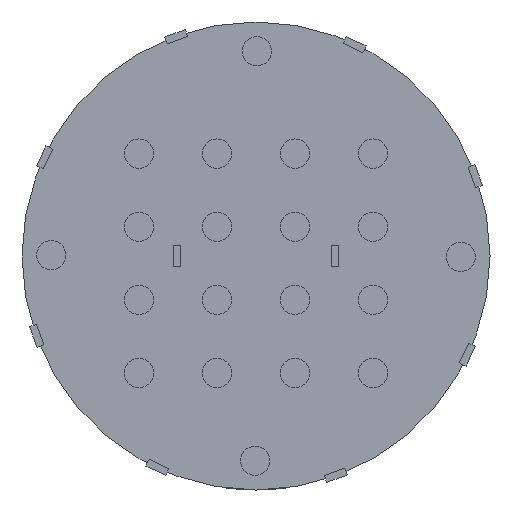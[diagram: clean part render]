
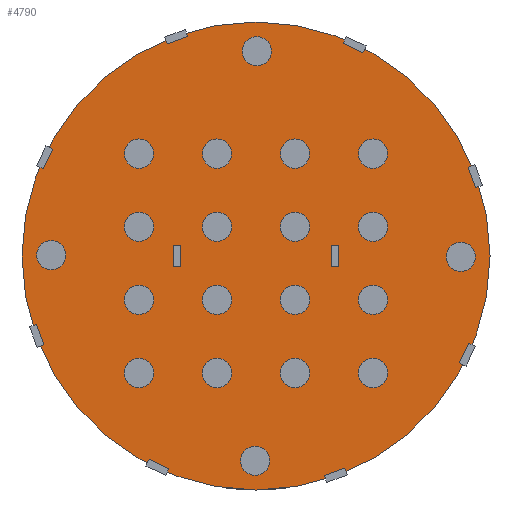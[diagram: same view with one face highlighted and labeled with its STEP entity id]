
A CAD part, front view. The second image highlights one B-rep face of the part: STEP entity #4790.
In plain terms, the highlighted planar face has unit normal (0, -1, 0).
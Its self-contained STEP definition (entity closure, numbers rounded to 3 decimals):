
#127=FACE_BOUND('',#719,.T.);
#128=FACE_BOUND('',#720,.T.);
#129=FACE_BOUND('',#721,.T.);
#130=FACE_BOUND('',#722,.T.);
#131=FACE_BOUND('',#723,.T.);
#132=FACE_BOUND('',#724,.T.);
#133=FACE_BOUND('',#725,.T.);
#134=FACE_BOUND('',#726,.T.);
#135=FACE_BOUND('',#727,.T.);
#136=FACE_BOUND('',#728,.T.);
#137=FACE_BOUND('',#729,.T.);
#138=FACE_BOUND('',#730,.T.);
#156=PLANE('',#5175);
#408=FACE_OUTER_BOUND('',#718,.T.);
#718=EDGE_LOOP('',(#3362));
#719=EDGE_LOOP('',(#3363));
#720=EDGE_LOOP('',(#3364));
#721=EDGE_LOOP('',(#3365));
#722=EDGE_LOOP('',(#3366));
#723=EDGE_LOOP('',(#3367));
#724=EDGE_LOOP('',(#3368));
#725=EDGE_LOOP('',(#3369));
#726=EDGE_LOOP('',(#3370));
#727=EDGE_LOOP('',(#3371));
#728=EDGE_LOOP('',(#3372));
#729=EDGE_LOOP('',(#3373));
#730=EDGE_LOOP('',(#3374));
#2036=CIRCLE('',#5125,0.5);
#2038=CIRCLE('',#5129,0.5);
#2040=CIRCLE('',#5133,0.5);
#2042=CIRCLE('',#5137,0.5);
#2044=CIRCLE('',#5141,0.5);
#2046=CIRCLE('',#5145,0.5);
#2048=CIRCLE('',#5149,0.5);
#2050=CIRCLE('',#5153,0.5);
#2052=CIRCLE('',#5157,0.5);
#2054=CIRCLE('',#5161,0.5);
#2056=CIRCLE('',#5165,0.5);
#2058=CIRCLE('',#5169,0.5);
#2060=CIRCLE('',#5173,8.);
#2163=VERTEX_POINT('',#6959);
#2165=VERTEX_POINT('',#6966);
#2167=VERTEX_POINT('',#6973);
#2169=VERTEX_POINT('',#6980);
#2171=VERTEX_POINT('',#6987);
#2173=VERTEX_POINT('',#6994);
#2175=VERTEX_POINT('',#7001);
#2177=VERTEX_POINT('',#7008);
#2179=VERTEX_POINT('',#7015);
#2181=VERTEX_POINT('',#7022);
#2183=VERTEX_POINT('',#7029);
#2185=VERTEX_POINT('',#7036);
#2187=VERTEX_POINT('',#7043);
#2597=EDGE_CURVE('',#2163,#2163,#2036,.T.);
#2600=EDGE_CURVE('',#2165,#2165,#2038,.T.);
#2603=EDGE_CURVE('',#2167,#2167,#2040,.T.);
#2606=EDGE_CURVE('',#2169,#2169,#2042,.T.);
#2609=EDGE_CURVE('',#2171,#2171,#2044,.T.);
#2612=EDGE_CURVE('',#2173,#2173,#2046,.T.);
#2615=EDGE_CURVE('',#2175,#2175,#2048,.T.);
#2618=EDGE_CURVE('',#2177,#2177,#2050,.T.);
#2621=EDGE_CURVE('',#2179,#2179,#2052,.T.);
#2624=EDGE_CURVE('',#2181,#2181,#2054,.T.);
#2627=EDGE_CURVE('',#2183,#2183,#2056,.T.);
#2630=EDGE_CURVE('',#2185,#2185,#2058,.T.);
#2633=EDGE_CURVE('',#2187,#2187,#2060,.T.);
#3362=ORIENTED_EDGE('',*,*,#2633,.T.);
#3363=ORIENTED_EDGE('',*,*,#2597,.T.);
#3364=ORIENTED_EDGE('',*,*,#2600,.T.);
#3365=ORIENTED_EDGE('',*,*,#2603,.T.);
#3366=ORIENTED_EDGE('',*,*,#2606,.T.);
#3367=ORIENTED_EDGE('',*,*,#2609,.T.);
#3368=ORIENTED_EDGE('',*,*,#2612,.T.);
#3369=ORIENTED_EDGE('',*,*,#2615,.T.);
#3370=ORIENTED_EDGE('',*,*,#2618,.T.);
#3371=ORIENTED_EDGE('',*,*,#2621,.T.);
#3372=ORIENTED_EDGE('',*,*,#2624,.T.);
#3373=ORIENTED_EDGE('',*,*,#2627,.T.);
#3374=ORIENTED_EDGE('',*,*,#2630,.T.);
#4790=ADVANCED_FACE('',(#408,#127,#128,#129,#130,#131,#132,#133,#134,#135,
#136,#137,#138),#156,.F.);
#5125=AXIS2_PLACEMENT_3D('',#6960,#5570,#5571);
#5129=AXIS2_PLACEMENT_3D('',#6967,#5579,#5580);
#5133=AXIS2_PLACEMENT_3D('',#6974,#5588,#5589);
#5137=AXIS2_PLACEMENT_3D('',#6981,#5597,#5598);
#5141=AXIS2_PLACEMENT_3D('',#6988,#5606,#5607);
#5145=AXIS2_PLACEMENT_3D('',#6995,#5615,#5616);
#5149=AXIS2_PLACEMENT_3D('',#7002,#5624,#5625);
#5153=AXIS2_PLACEMENT_3D('',#7009,#5633,#5634);
#5157=AXIS2_PLACEMENT_3D('',#7016,#5642,#5643);
#5161=AXIS2_PLACEMENT_3D('',#7023,#5651,#5652);
#5165=AXIS2_PLACEMENT_3D('',#7030,#5660,#5661);
#5169=AXIS2_PLACEMENT_3D('',#7037,#5669,#5670);
#5173=AXIS2_PLACEMENT_3D('',#7044,#5678,#5679);
#5175=AXIS2_PLACEMENT_3D('',#7048,#5683,#5684);
#5570=DIRECTION('center_axis',(0.,1.,0.));
#5571=DIRECTION('ref_axis',(1.,0.,0.));
#5579=DIRECTION('center_axis',(0.,1.,0.));
#5580=DIRECTION('ref_axis',(1.,0.,0.));
#5588=DIRECTION('center_axis',(0.,1.,0.));
#5589=DIRECTION('ref_axis',(1.,0.,0.));
#5597=DIRECTION('center_axis',(0.,1.,0.));
#5598=DIRECTION('ref_axis',(1.,0.,0.));
#5606=DIRECTION('center_axis',(0.,1.,0.));
#5607=DIRECTION('ref_axis',(1.,0.,0.));
#5615=DIRECTION('center_axis',(0.,1.,0.));
#5616=DIRECTION('ref_axis',(1.,0.,0.));
#5624=DIRECTION('center_axis',(0.,1.,0.));
#5625=DIRECTION('ref_axis',(1.,0.,0.));
#5633=DIRECTION('center_axis',(0.,1.,0.));
#5634=DIRECTION('ref_axis',(1.,0.,0.));
#5642=DIRECTION('center_axis',(0.,1.,0.));
#5643=DIRECTION('ref_axis',(1.,0.,0.));
#5651=DIRECTION('center_axis',(0.,1.,0.));
#5652=DIRECTION('ref_axis',(1.,0.,0.));
#5660=DIRECTION('center_axis',(0.,1.,0.));
#5661=DIRECTION('ref_axis',(1.,0.,0.));
#5669=DIRECTION('center_axis',(0.,1.,0.));
#5670=DIRECTION('ref_axis',(1.,0.,0.));
#5678=DIRECTION('center_axis',(0.,-1.,0.));
#5679=DIRECTION('ref_axis',(1.,0.,0.));
#5683=DIRECTION('center_axis',(0.,1.,0.));
#5684=DIRECTION('ref_axis',(1.,0.,0.));
#6959=CARTESIAN_POINT('',(-1.834,-2.,1.));
#6960=CARTESIAN_POINT('Origin',(-1.334,-2.,1.));
#6966=CARTESIAN_POINT('',(3.5,-2.,-1.5));
#6967=CARTESIAN_POINT('Origin',(4.,-2.,-1.5));
#6973=CARTESIAN_POINT('',(-1.834,-2.,-4.));
#6974=CARTESIAN_POINT('Origin',(-1.334,-2.,-4.));
#6980=CARTESIAN_POINT('',(-4.501,-2.,-1.5));
#6981=CARTESIAN_POINT('Origin',(-4.001,-2.,-1.5));
#6987=CARTESIAN_POINT('',(3.5,-2.,1.));
#6988=CARTESIAN_POINT('Origin',(4.,-2.,1.));
#6994=CARTESIAN_POINT('',(-1.834,-2.,3.5));
#6995=CARTESIAN_POINT('Origin',(-1.334,-2.,3.5));
#7001=CARTESIAN_POINT('',(-4.501,-2.,1.));
#7002=CARTESIAN_POINT('Origin',(-4.001,-2.,1.));
#7008=CARTESIAN_POINT('',(0.833,-2.,-1.5));
#7009=CARTESIAN_POINT('Origin',(1.333,-2.,-1.5));
#7015=CARTESIAN_POINT('',(0.833,-2.,-4.));
#7016=CARTESIAN_POINT('Origin',(1.333,-2.,-4.));
#7022=CARTESIAN_POINT('',(-1.834,-2.,-1.5));
#7023=CARTESIAN_POINT('Origin',(-1.334,-2.,-1.5));
#7029=CARTESIAN_POINT('',(0.833,-2.,1.));
#7030=CARTESIAN_POINT('Origin',(1.333,-2.,1.));
#7036=CARTESIAN_POINT('',(0.833,-2.,3.5));
#7037=CARTESIAN_POINT('Origin',(1.333,-2.,3.5));
#7043=CARTESIAN_POINT('',(-8.,-2.,0.));
#7044=CARTESIAN_POINT('Origin',(0.,-2.,0.));
#7048=CARTESIAN_POINT('Origin',(0.,-2.,0.));
